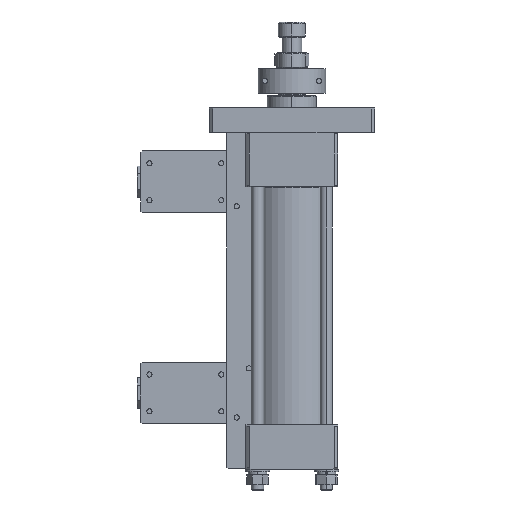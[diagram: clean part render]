
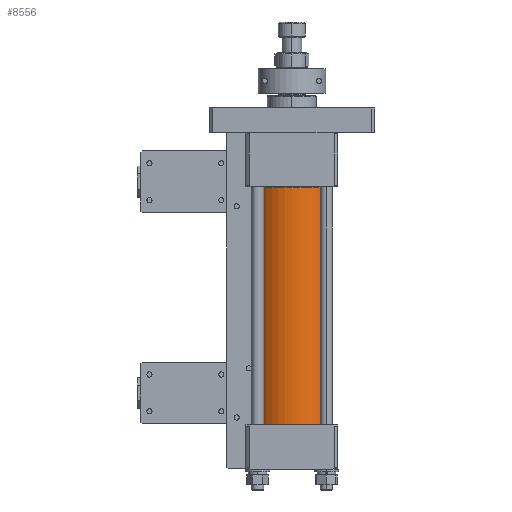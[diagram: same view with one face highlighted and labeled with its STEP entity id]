
A CAD part, front view. The second image highlights one B-rep face of the part: STEP entity #8556.
In plain terms, the highlighted cylindrical face has radius 32.5 mm (diameter 65 mm), a partial arc.
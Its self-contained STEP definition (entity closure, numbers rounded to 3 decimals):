
#8540 = VERTEX_POINT ( 'NONE', #13780 ) ;
#8541 = VERTEX_POINT ( 'NONE', #13779 ) ;
#8542 = EDGE_CURVE ( 'NONE', #8541, #8559, #13839, .T. ) ;
#8544 = EDGE_LOOP ( 'NONE', ( #8553, #8549, #8612, #8613 ) ) ;
#8549 = ORIENTED_EDGE ( 'NONE', *, *, #8542, .T. ) ;
#8550 = EDGE_CURVE ( 'NONE', #8540, #28224, #13821, .T. ) ;
#8552 = EDGE_CURVE ( '����6', #8540, #8541, #13811, .T. ) ;
#8553 = ORIENTED_EDGE ( 'NONE', *, *, #8552, .T. ) ;
#8556 = ADVANCED_FACE ( '��4', ( #13863 ), #13861, .T. ) ;
#8557 = EDGE_CURVE ( '����8', #28224, #8559, #13862, .T. ) ;
#8559 = VERTEX_POINT ( 'NONE', #13851 ) ;
#8612 = ORIENTED_EDGE ( 'NONE', *, *, #8557, .F. ) ;
#8613 = ORIENTED_EDGE ( 'NONE', *, *, #8550, .F. ) ;
#13779 = CARTESIAN_POINT ( 'NONE',  ( -0.5, 0., -32.5 ) ) ;
#13780 = CARTESIAN_POINT ( 'NONE',  ( -0.5, 0., 32.5 ) ) ;
#13811 = CIRCLE ( 'NONE', #13871, 32.5 ) ;
#13818 = DIRECTION ( 'NONE',  ( -1., 0., 0. ) ) ;
#13819 = VECTOR ( 'NONE', #13818, 1000. ) ;
#13820 = CARTESIAN_POINT ( 'NONE',  ( -154., 0., 32.5 ) ) ;
#13821 = LINE ( 'NONE', #13820, #13819 ) ;
#13836 = DIRECTION ( 'NONE',  ( -1., 0., 0. ) ) ;
#13837 = VECTOR ( 'NONE', #13836, 1000. ) ;
#13838 = CARTESIAN_POINT ( 'NONE',  ( -154., 0., -32.5 ) ) ;
#13839 = LINE ( 'NONE', #13838, #13837 ) ;
#13851 = CARTESIAN_POINT ( 'NONE',  ( -193.5, 0., -32.5 ) ) ;
#13853 = DIRECTION ( 'NONE',  ( 0., 0., 1. ) ) ;
#13854 = DIRECTION ( 'NONE',  ( -1., 0., 0. ) ) ;
#13855 = CARTESIAN_POINT ( 'NONE',  ( -193.5, 0., 0. ) ) ;
#13856 = AXIS2_PLACEMENT_3D ( 'NONE', #13855, #13854, #13853 ) ;
#13857 = DIRECTION ( 'NONE',  ( 0., 0., 1. ) ) ;
#13858 = DIRECTION ( 'NONE',  ( -1., 0., 0. ) ) ;
#13859 = CARTESIAN_POINT ( 'NONE',  ( -154., 0., 0. ) ) ;
#13860 = AXIS2_PLACEMENT_3D ( 'NONE', #13859, #13858, #13857 ) ;
#13861 = CYLINDRICAL_SURFACE ( 'NONE', #13860, 32.5 ) ;
#13862 = CIRCLE ( 'NONE', #13856, 32.5 ) ;
#13863 = FACE_OUTER_BOUND ( 'NONE', #8544, .T. ) ;
#13868 = DIRECTION ( 'NONE',  ( 0., 0., 1. ) ) ;
#13869 = DIRECTION ( 'NONE',  ( -1., 0., 0. ) ) ;
#13870 = CARTESIAN_POINT ( 'NONE',  ( -0.5, 0., 0. ) ) ;
#13871 = AXIS2_PLACEMENT_3D ( 'NONE', #13870, #13869, #13868 ) ;
#21616 = CARTESIAN_POINT ( 'NONE',  ( -193.5, 0., 32.5 ) ) ;
#28224 = VERTEX_POINT ( 'NONE', #21616 ) ;
